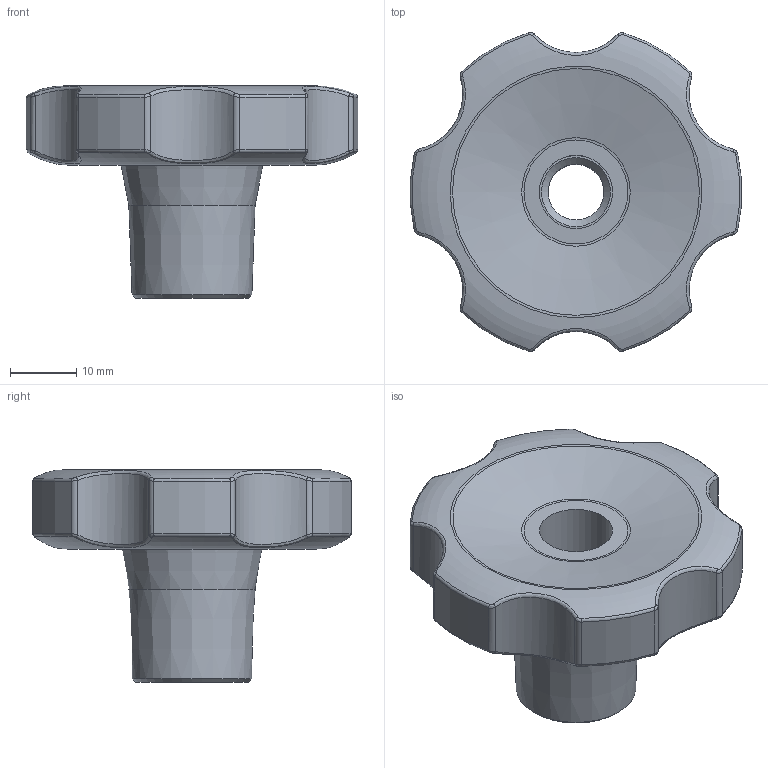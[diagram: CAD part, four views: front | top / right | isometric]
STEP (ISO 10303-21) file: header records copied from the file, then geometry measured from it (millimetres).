
FILE_DESCRIPTION( ( 'Unknown' ), '1' );
FILE_NAME( '6371460_LBX50_FP_M10.stp', 'Unknown', ( 'Unknown' ), ( 'Unknown' ), 'PSStep 14.0', 'Unknown', ' ' );
FILE_SCHEMA( ( 'AUTOMOTIVE_DESIGN { 1 0 10303 214 1 1 1 1 }' ) );
Length unit declared in the file: millimetre
Products named in the file (1): 6371460
Bounding box: 49.86 x 47.97 x 32 mm (x, y, z)
Volume: 19130.8 mm3; surface area: 7890.9 mm2
Topology: 1 solids, 1 shells, 93 faces, 213 edges, 124 vertices
Faces by surface type: bspline 36, cylinder 27, torus 18, cone 8, plane 4
Full cylindrical faces by diameter (mm): 8.376 x1, 11 x1, 13 x1
Entity records: 10256 total; most frequent: CARTESIAN_POINT 7748, ORIENTED_EDGE 376, DIRECTION 324, EDGE_CURVE 188, AXIS2_PLACEMENT_3D 150, VERTEX_POINT 116, EDGE_LOOP 114, FACE_OUTER_BOUND 102
